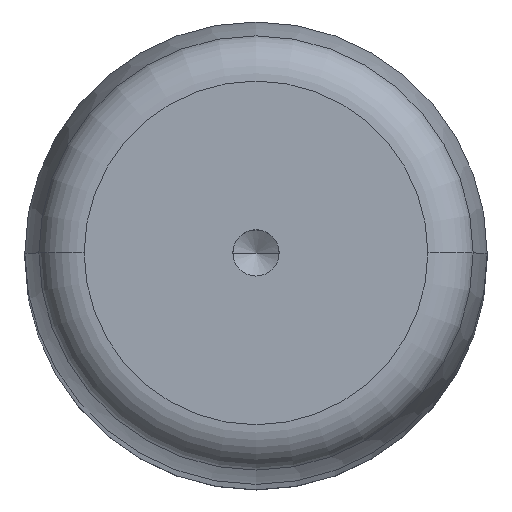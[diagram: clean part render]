
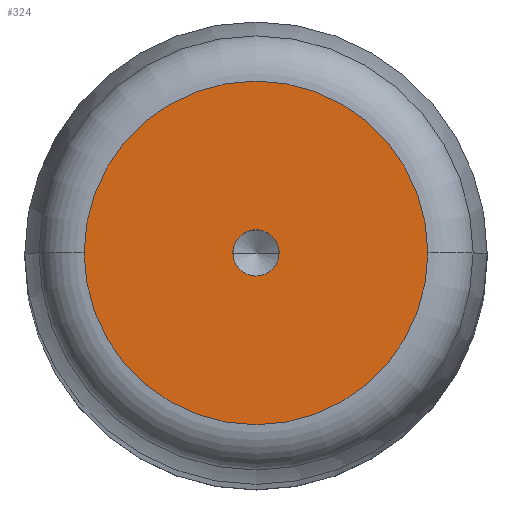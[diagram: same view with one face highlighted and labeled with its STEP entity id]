
A CAD part, top view. The second image highlights one B-rep face of the part: STEP entity #324.
In plain terms, the highlighted planar face has unit normal (0, 0, 1).
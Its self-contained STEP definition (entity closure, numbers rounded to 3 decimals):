
#25 = DIRECTION ( 'NONE',  ( 0., 0., 1. ) ) ;
#28 = DIRECTION ( 'NONE',  ( 1., 0., 0. ) ) ;
#31 = CARTESIAN_POINT ( 'NONE',  ( 0., 0., 150. ) ) ;
#42 = CARTESIAN_POINT ( 'NONE',  ( 1., 0., 150. ) ) ;
#72 = CARTESIAN_POINT ( 'NONE',  ( 0., 0., 150. ) ) ;
#84 = DIRECTION ( 'NONE',  ( 1., 0., 0. ) ) ;
#94 = FACE_BOUND ( 'NONE', #137, .T. ) ;
#99 = CARTESIAN_POINT ( 'NONE',  ( 7.432, 0., 150. ) ) ;
#112 = CIRCLE ( 'NONE', #628, 1. ) ;
#118 = DIRECTION ( 'NONE',  ( 0., 0., 1. ) ) ;
#119 = AXIS2_PLACEMENT_3D ( 'NONE', #136, #449, #28 ) ;
#136 = CARTESIAN_POINT ( 'NONE',  ( 0., 0., 150. ) ) ;
#137 = EDGE_LOOP ( 'NONE', ( #198, #526 ) ) ;
#167 = VERTEX_POINT ( 'NONE', #513 ) ;
#170 = DIRECTION ( 'NONE',  ( 1., 0., 0. ) ) ;
#179 = DIRECTION ( 'NONE',  ( 1., 0., 0. ) ) ;
#198 = ORIENTED_EDGE ( 'NONE', *, *, #563, .F. ) ;
#204 = ORIENTED_EDGE ( 'NONE', *, *, #514, .T. ) ;
#208 = VERTEX_POINT ( 'NONE', #42 ) ;
#238 = EDGE_CURVE ( 'NONE', #386, #208, #638, .T. ) ;
#247 = AXIS2_PLACEMENT_3D ( 'NONE', #510, #25, #84 ) ;
#308 = DIRECTION ( 'NONE',  ( 1., 0., 0. ) ) ;
#311 = CARTESIAN_POINT ( 'NONE',  ( 0., 0., 150. ) ) ;
#312 = EDGE_LOOP ( 'NONE', ( #204, #637 ) ) ;
#315 = EDGE_CURVE ( 'NONE', #167, #610, #353, .T. ) ;
#324 = ADVANCED_FACE ( 'NONE', ( #94, #379 ), #654, .T. ) ;
#339 = AXIS2_PLACEMENT_3D ( 'NONE', #31, #616, #179 ) ;
#353 = CIRCLE ( 'NONE', #247, 7.432 ) ;
#361 = CARTESIAN_POINT ( 'NONE',  ( -1., 0., 150. ) ) ;
#379 = FACE_OUTER_BOUND ( 'NONE', #312, .T. ) ;
#386 = VERTEX_POINT ( 'NONE', #361 ) ;
#440 = CIRCLE ( 'NONE', #639, 7.432 ) ;
#449 = DIRECTION ( 'NONE',  ( 0., 0., 1. ) ) ;
#475 = DIRECTION ( 'NONE',  ( 0., 0., 1. ) ) ;
#510 = CARTESIAN_POINT ( 'NONE',  ( 0., 0., 150. ) ) ;
#513 = CARTESIAN_POINT ( 'NONE',  ( -7.432, 0., 150. ) ) ;
#514 = EDGE_CURVE ( 'NONE', #610, #167, #440, .T. ) ;
#526 = ORIENTED_EDGE ( 'NONE', *, *, #238, .F. ) ;
#563 = EDGE_CURVE ( 'NONE', #208, #386, #112, .T. ) ;
#610 = VERTEX_POINT ( 'NONE', #99 ) ;
#616 = DIRECTION ( 'NONE',  ( 0., 0., 1. ) ) ;
#628 = AXIS2_PLACEMENT_3D ( 'NONE', #311, #475, #308 ) ;
#637 = ORIENTED_EDGE ( 'NONE', *, *, #315, .T. ) ;
#638 = CIRCLE ( 'NONE', #339, 1. ) ;
#639 = AXIS2_PLACEMENT_3D ( 'NONE', #72, #118, #170 ) ;
#654 = PLANE ( 'NONE',  #119 ) ;
